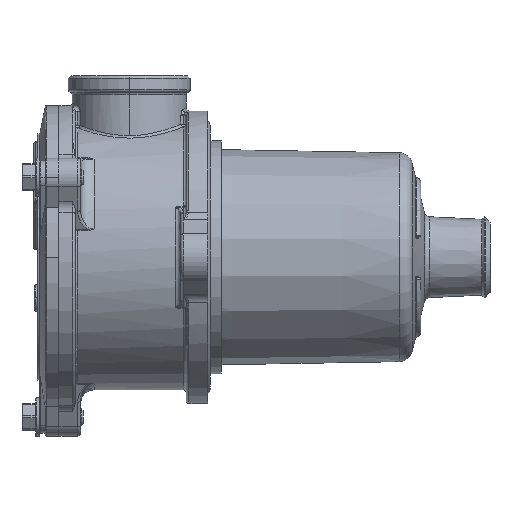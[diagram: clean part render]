
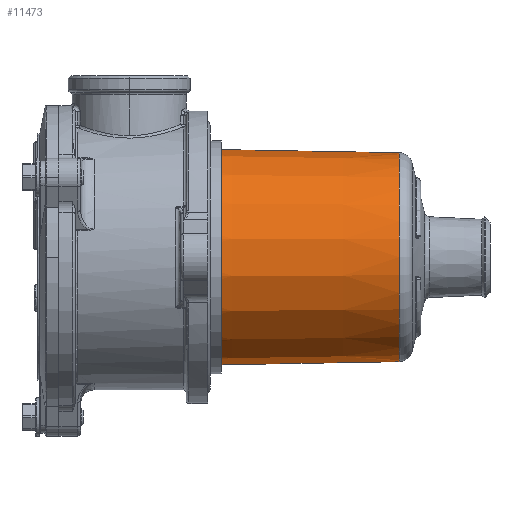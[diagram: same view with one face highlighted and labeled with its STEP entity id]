
A CAD part, left-side view. The second image highlights one B-rep face of the part: STEP entity #11473.
In plain terms, the highlighted conical face has half-angle 1 degrees and reference radius 38.56 mm.
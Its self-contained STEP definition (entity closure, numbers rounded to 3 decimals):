
#123=CONICAL_SURFACE('',#13069,38.56,0.017);
#885=LINE('',#26523,#1435);
#886=LINE('',#26525,#1436);
#1435=VECTOR('',#16575,1000.);
#1436=VECTOR('',#16576,1000.);
#2226=CIRCLE('',#13067,38.56);
#2228=CIRCLE('',#13070,40.);
#5915=ORIENTED_EDGE('',*,*,#7760,.F.);
#5916=ORIENTED_EDGE('',*,*,#7758,.F.);
#5917=ORIENTED_EDGE('',*,*,#7761,.T.);
#5918=ORIENTED_EDGE('',*,*,#7762,.T.);
#7758=EDGE_CURVE('',#8786,#8787,#2226,.T.);
#7760=EDGE_CURVE('',#8787,#8788,#885,.T.);
#7761=EDGE_CURVE('',#8786,#8789,#886,.T.);
#7762=EDGE_CURVE('',#8789,#8788,#2228,.T.);
#8786=VERTEX_POINT('',#26518);
#8787=VERTEX_POINT('',#26520);
#8788=VERTEX_POINT('',#26524);
#8789=VERTEX_POINT('',#26526);
#9875=EDGE_LOOP('',(#5915,#5916,#5917,#5918));
#10678=FACE_BOUND('',#9875,.T.);
#11473=ADVANCED_FACE('',(#10678),#123,.T.);
#13067=AXIS2_PLACEMENT_3D('',#26519,#16569,#16570);
#13069=AXIS2_PLACEMENT_3D('',#26522,#16573,#16574);
#13070=AXIS2_PLACEMENT_3D('',#26527,#16577,#16578);
#16569=DIRECTION('',(0.,-1.,0.));
#16570=DIRECTION('',(0.,0.,-1.));
#16573=DIRECTION('',(0.,1.,0.));
#16574=DIRECTION('',(0.,0.,1.));
#16575=DIRECTION('',(0.,1.,-0.017));
#16576=DIRECTION('',(0.,1.,0.017));
#16577=DIRECTION('',(0.,-1.,0.));
#16578=DIRECTION('',(0.,0.,-1.));
#26518=CARTESIAN_POINT('',(0.,33.524,38.56));
#26519=CARTESIAN_POINT('',(0.,33.524,0.));
#26520=CARTESIAN_POINT('',(0.,33.524,-38.56));
#26522=CARTESIAN_POINT('',(0.,33.524,0.));
#26523=CARTESIAN_POINT('',(0.,33.524,-38.56));
#26524=CARTESIAN_POINT('',(0.,116.,-40.));
#26525=CARTESIAN_POINT('',(0.,33.524,38.56));
#26526=CARTESIAN_POINT('',(0.,116.,40.));
#26527=CARTESIAN_POINT('',(0.,116.,0.));
